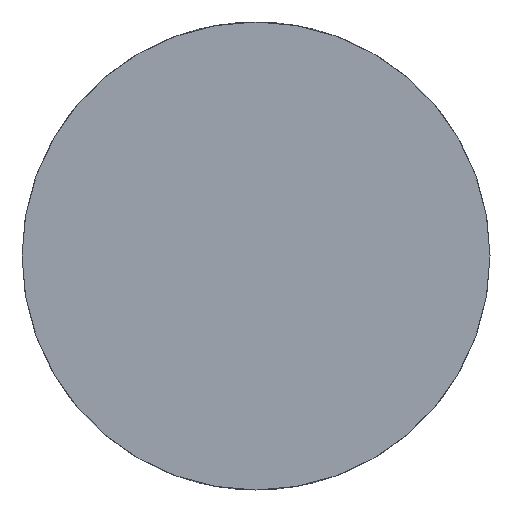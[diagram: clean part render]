
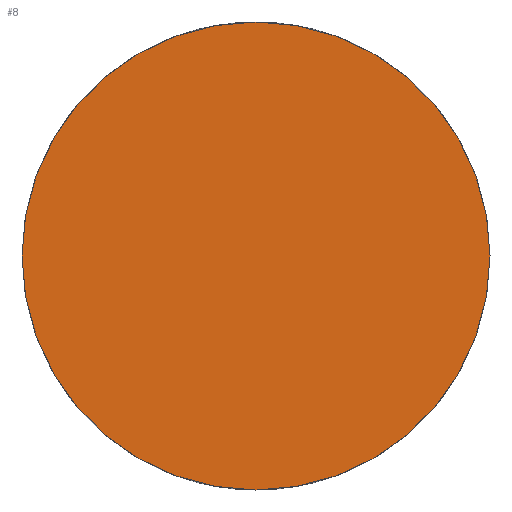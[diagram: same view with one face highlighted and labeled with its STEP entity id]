
A CAD part, left-side view. The second image highlights one B-rep face of the part: STEP entity #8.
In plain terms, the highlighted planar face has unit normal (-1, 0, 0).
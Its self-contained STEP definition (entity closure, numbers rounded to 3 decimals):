
#8 = ADVANCED_FACE ( 'NONE', ( #211 ), #76, .F. ) ;
#9 = DIRECTION ( 'NONE',  ( 0., 0., -1. ) ) ;
#44 = CARTESIAN_POINT ( 'NONE',  ( 0., 0., 0. ) ) ;
#54 = CIRCLE ( 'NONE', #286, 20. ) ;
#76 = PLANE ( 'NONE',  #235 ) ;
#93 = DIRECTION ( 'NONE',  ( 0., 0., -1. ) ) ;
#113 = EDGE_LOOP ( 'NONE', ( #196, #208 ) ) ;
#125 = AXIS2_PLACEMENT_3D ( 'NONE', #173, #266, #9 ) ;
#157 = CARTESIAN_POINT ( 'NONE',  ( 0., 0., 20. ) ) ;
#159 = VERTEX_POINT ( 'NONE', #249 ) ;
#169 = CARTESIAN_POINT ( 'NONE',  ( 0., 0., 0. ) ) ;
#173 = CARTESIAN_POINT ( 'NONE',  ( 0., 0., 0. ) ) ;
#175 = EDGE_CURVE ( 'NONE', #159, #307, #218, .T. ) ;
#196 = ORIENTED_EDGE ( 'NONE', *, *, #311, .F. ) ;
#208 = ORIENTED_EDGE ( 'NONE', *, *, #175, .F. ) ;
#211 = FACE_OUTER_BOUND ( 'NONE', #113, .T. ) ;
#218 = CIRCLE ( 'NONE', #125, 20. ) ;
#235 = AXIS2_PLACEMENT_3D ( 'NONE', #169, #276, #93 ) ;
#249 = CARTESIAN_POINT ( 'NONE',  ( 0., 0., -20. ) ) ;
#252 = DIRECTION ( 'NONE',  ( 0., 0., -1. ) ) ;
#266 = DIRECTION ( 'NONE',  ( 1., 0., 0. ) ) ;
#276 = DIRECTION ( 'NONE',  ( 1., 0., 0. ) ) ;
#279 = DIRECTION ( 'NONE',  ( 1., 0., 0. ) ) ;
#286 = AXIS2_PLACEMENT_3D ( 'NONE', #44, #279, #252 ) ;
#307 = VERTEX_POINT ( 'NONE', #157 ) ;
#311 = EDGE_CURVE ( 'NONE', #307, #159, #54, .T. ) ;
